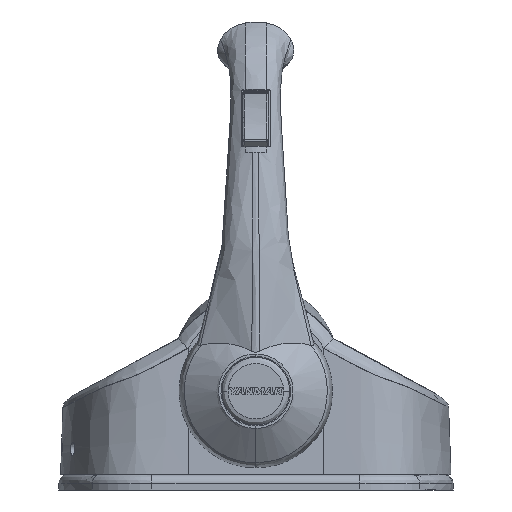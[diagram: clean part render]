
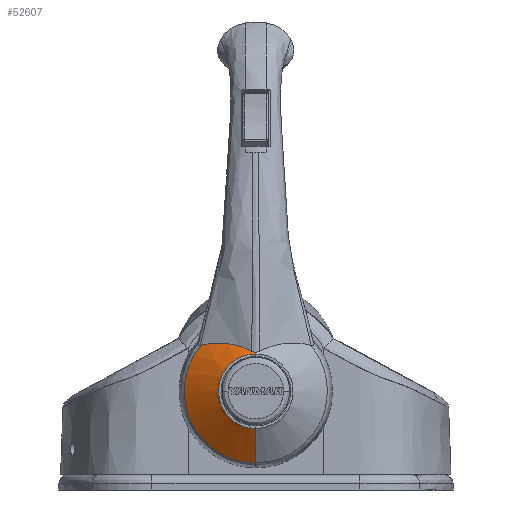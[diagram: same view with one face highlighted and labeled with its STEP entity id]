
A CAD part, left-side view. The second image highlights one B-rep face of the part: STEP entity #52607.
In plain terms, the highlighted free-form (B-spline) face has degree [1, 2] with [2, 6] control points.
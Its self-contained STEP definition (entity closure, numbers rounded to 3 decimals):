
#49521 = VERTEX_POINT('',#49522);
#49522 = CARTESIAN_POINT('',(-55.147,3.562,
    -3.659));
#49537 = EDGE_CURVE('',#49521,#49538,#49540,.T.);
#49538 = VERTEX_POINT('',#49539);
#49539 = CARTESIAN_POINT('',(-44.294,27.786,
    -0.885));
#49540 = B_SPLINE_CURVE_WITH_KNOTS('',3,(#49541,#49542,#49543,#49544,
    #49545,#49546,#49547,#49548,#49549,#49550,#49551,#49552,#49553,
    #49554,#49555,#49556,#49557,#49558,#49559,#49560,#49561,#49562,
    #49563,#49564,#49565),.UNSPECIFIED.,.F.,.F.,(4,3,3,3,3,3,3,3,4),(
    1.84,1.863,5.166,8.288,
    11.444,14.843,18.714,20.025,
    23.108),.UNSPECIFIED.);
#49541 = CARTESIAN_POINT('',(-55.147,3.562,
    -3.659));
#49542 = CARTESIAN_POINT('',(-55.143,3.569,
    -3.654));
#49543 = CARTESIAN_POINT('',(-55.139,3.577,
    -3.65));
#49544 = CARTESIAN_POINT('',(-55.135,3.585,
    -3.646));
#49545 = CARTESIAN_POINT('',(-54.611,4.74,
    -3.027));
#49546 = CARTESIAN_POINT('',(-54.076,5.923,
    -2.485));
#49547 = CARTESIAN_POINT('',(-53.53,7.137,
    -2.017));
#49548 = CARTESIAN_POINT('',(-53.013,8.284,
    -1.575));
#49549 = CARTESIAN_POINT('',(-52.49,9.449,
    -1.204));
#49550 = CARTESIAN_POINT('',(-51.958,10.632,
    -0.898));
#49551 = CARTESIAN_POINT('',(-51.42,11.827,
    -0.589));
#49552 = CARTESIAN_POINT('',(-50.875,13.036,
    -0.348));
#49553 = CARTESIAN_POINT('',(-50.326,14.252,
    -0.171));
#49554 = CARTESIAN_POINT('',(-49.735,15.559,
    0.018));
#49555 = CARTESIAN_POINT('',(-49.135,16.882,
    0.135));
#49556 = CARTESIAN_POINT('',(-48.538,18.199,
    0.18));
#49557 = CARTESIAN_POINT('',(-47.859,19.695,
    0.231));
#49558 = CARTESIAN_POINT('',(-47.171,21.214,
    0.19));
#49559 = CARTESIAN_POINT('',(-46.502,22.709,
    0.049));
#49560 = CARTESIAN_POINT('',(-46.275,23.218,
    0.001));
#49561 = CARTESIAN_POINT('',(-46.048,23.727,
    -0.06));
#49562 = CARTESIAN_POINT('',(-45.824,24.234,
    -0.132));
#49563 = CARTESIAN_POINT('',(-45.301,25.419,
    -0.302));
#49564 = CARTESIAN_POINT('',(-44.781,26.619,
    -0.544));
#49565 = CARTESIAN_POINT('',(-44.294,27.786,
    -0.885));
#49948 = VERTEX_POINT('',#49949);
#49949 = CARTESIAN_POINT('',(-55.615,1.667,
    -4.219));
#49959 = EDGE_CURVE('',#49948,#49521,#49960,.T.);
#49960 = B_SPLINE_CURVE_WITH_KNOTS('',3,(#49961,#49962,#49963,#49964,
    #49965,#49966,#49967),.UNSPECIFIED.,.F.,.F.,(4,3,4),(0.,
    0.818,1.625),.UNSPECIFIED.);
#49961 = CARTESIAN_POINT('',(-55.615,1.667,
    -4.219));
#49962 = CARTESIAN_POINT('',(-55.615,1.981,
    -4.219));
#49963 = CARTESIAN_POINT('',(-55.472,2.351,
    -4.031));
#49964 = CARTESIAN_POINT('',(-55.401,2.625,
    -3.946));
#49965 = CARTESIAN_POINT('',(-55.316,2.95,
    -3.844));
#49966 = CARTESIAN_POINT('',(-55.281,3.267,
    -3.819));
#49967 = CARTESIAN_POINT('',(-55.147,3.562,
    -3.659));
#51969 = VERTEX_POINT('',#51970);
#51970 = CARTESIAN_POINT('',(-56.19,1.667,
    -40.39));
#51971 = VERTEX_POINT('',#51972);
#51972 = CARTESIAN_POINT('',(-56.19,1.667,
    -5.007));
#51981 = EDGE_CURVE('',#51971,#49948,#51982,.T.);
#51982 = B_SPLINE_CURVE_WITH_KNOTS('',1,(#51983,#51984),.UNSPECIFIED.,
  .F.,.F.,(2,2),(0.469,0.489),
  .PIECEWISE_BEZIER_KNOTS.);
#51983 = CARTESIAN_POINT('',(-56.19,1.667,
    -5.007));
#51984 = CARTESIAN_POINT('',(-55.615,1.667,
    -4.219));
#51989 = VERTEX_POINT('',#51990);
#51990 = CARTESIAN_POINT('',(-44.294,1.667,
    -56.712));
#51998 = EDGE_CURVE('',#51969,#51989,#51999,.T.);
#51999 = B_SPLINE_CURVE_WITH_KNOTS('',1,(#52000,#52001),.UNSPECIFIED.,
  .F.,.F.,(2,2),(0.469,0.901),
  .PIECEWISE_BEZIER_KNOTS.);
#52000 = CARTESIAN_POINT('',(-56.19,1.667,
    -40.39));
#52001 = CARTESIAN_POINT('',(-44.294,1.667,
    -56.712));
#52022 = EDGE_CURVE('',#49538,#51989,#52023,.T.);
#52023 = B_SPLINE_CURVE_WITH_KNOTS('',2,(#52024,#52025,#52026,#52027,
    #52028),.UNSPECIFIED.,.F.,.F.,(3,1,1,3),(-6.89,
    -6.,-5.,-4.),.UNSPECIFIED.);
#52024 = CARTESIAN_POINT('',(-44.294,27.786,
    -0.885));
#52025 = CARTESIAN_POINT('',(-44.294,35.681,
    -10.157));
#52026 = CARTESIAN_POINT('',(-44.294,35.681,
    -36.787));
#52027 = CARTESIAN_POINT('',(-44.294,15.756,
    -56.712));
#52028 = CARTESIAN_POINT('',(-44.294,1.667,
    -56.712));
#52607 = ADVANCED_FACE('',(#52608),#52624,.T.);
#52608 = FACE_BOUND('',#52609,.T.);
#52609 = EDGE_LOOP('',(#52610,#52611,#52612,#52613,#52614,#52615));
#52610 = ORIENTED_EDGE('',*,*,#51998,.T.);
#52611 = ORIENTED_EDGE('',*,*,#52022,.F.);
#52612 = ORIENTED_EDGE('',*,*,#49537,.F.);
#52613 = ORIENTED_EDGE('',*,*,#49959,.F.);
#52614 = ORIENTED_EDGE('',*,*,#51981,.F.);
#52615 = ORIENTED_EDGE('',*,*,#52616,.T.);
#52616 = EDGE_CURVE('',#51971,#51969,#52617,.T.);
#52617 = B_SPLINE_CURVE_WITH_KNOTS('',2,(#52618,#52619,#52620,#52621,
    #52622,#52623),.UNSPECIFIED.,.F.,.F.,(3,1,1,1,3),(-8.,
    -7.,-6.,-5.,-4.),
  .UNSPECIFIED.);
#52618 = CARTESIAN_POINT('',(-56.19,1.667,
    -5.007));
#52619 = CARTESIAN_POINT('',(-56.19,8.995,
    -5.007));
#52620 = CARTESIAN_POINT('',(-56.19,19.359,
    -15.371));
#52621 = CARTESIAN_POINT('',(-56.19,19.359,
    -30.027));
#52622 = CARTESIAN_POINT('',(-56.19,8.995,
    -40.39));
#52623 = CARTESIAN_POINT('',(-56.19,1.667,
    -40.39));
#52624 = B_SPLINE_SURFACE_WITH_KNOTS('',1,2,(
    (#52625,#52626,#52627,#52628,#52629,#52630)
    ,(#52631,#52632,#52633,#52634,#52635,#52636
  )),.UNSPECIFIED.,.F.,.F.,.F.,(2,2),(3,1,1,1,3),(0.,1.),(4.,5.,6.,7.,8.
    ),.UNSPECIFIED.);
#52625 = CARTESIAN_POINT('',(-69.084,1.667,
    -22.699));
#52626 = CARTESIAN_POINT('',(-69.084,1.667,
    -22.699));
#52627 = CARTESIAN_POINT('',(-69.084,1.667,
    -22.699));
#52628 = CARTESIAN_POINT('',(-69.084,1.667,
    -22.699));
#52629 = CARTESIAN_POINT('',(-69.084,1.667,
    -22.699));
#52630 = CARTESIAN_POINT('',(-69.084,1.667,
    -22.699));
#52631 = CARTESIAN_POINT('',(-41.565,1.667,
    -60.457));
#52632 = CARTESIAN_POINT('',(-41.565,17.307,
    -60.457));
#52633 = CARTESIAN_POINT('',(-41.565,39.425,
    -38.339));
#52634 = CARTESIAN_POINT('',(-41.565,39.425,
    -7.059));
#52635 = CARTESIAN_POINT('',(-41.565,17.307,
    15.059));
#52636 = CARTESIAN_POINT('',(-41.565,1.667,15.059
    ));
